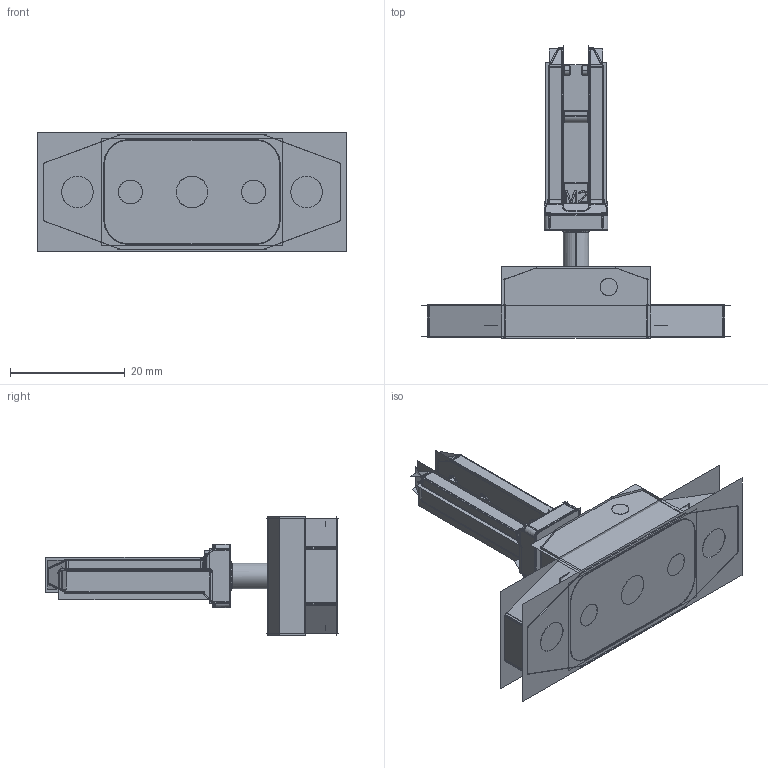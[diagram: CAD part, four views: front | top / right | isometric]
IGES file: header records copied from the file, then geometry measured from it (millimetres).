
Start section:  PTC IGES file: 222652.igs
Global section: file name: 222652.igs; native system: Creo Parametric by PTC Inc.; preprocessor: 2019292; author: PDMAdmin; organization: Unknown; date: 20210405.141153; units: millimetre
Bounding box: 54.08 x 51.09 x 20.8 mm (x, y, z)
Volume: 21203.3 mm3; surface area: 91153 mm2
Topology: 3 solids, 3 shells, 810 faces, 5105 edges, 7179 vertices
Faces by surface type: revolution 454, bspline 356
